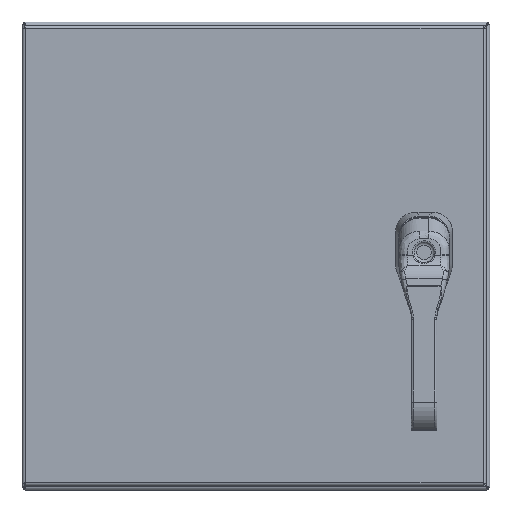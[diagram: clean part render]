
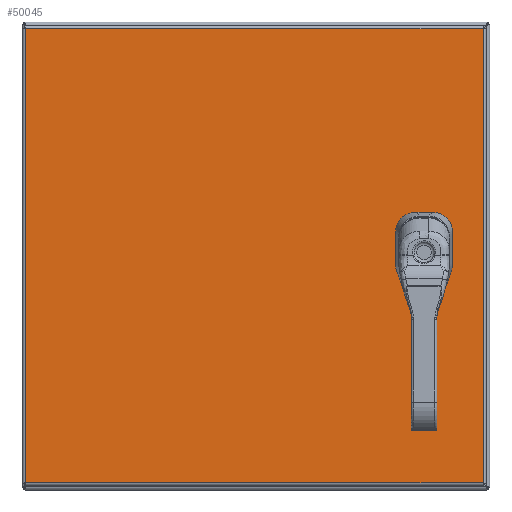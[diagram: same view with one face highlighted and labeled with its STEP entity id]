
A CAD part, top view. The second image highlights one B-rep face of the part: STEP entity #50045.
In plain terms, the highlighted planar face has unit normal (0, 0, 1).
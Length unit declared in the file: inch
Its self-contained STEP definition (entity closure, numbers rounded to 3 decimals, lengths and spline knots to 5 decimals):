
#301 = CIRCLE ( 'NONE', #63853, 0.453 ) ;
#431 = VECTOR ( 'NONE', #35363, 39.37008 ) ;
#1338 = CIRCLE ( 'NONE', #10386, 0.14 ) ;
#2307 = FACE_BOUND ( 'NONE', #24108, .T. ) ;
#3012 = EDGE_CURVE ( 'NONE', #72085, #72085, #1338, .T. ) ;
#3099 = DIRECTION ( 'NONE',  ( 0., 1., 0. ) ) ;
#3764 = VECTOR ( 'NONE', #8038, 39.37008 ) ;
#5398 = EDGE_CURVE ( 'NONE', #53233, #9521, #6482, .T. ) ;
#5534 = CARTESIAN_POINT ( 'NONE',  ( 7.9375, 15.76975, 6.9175 ) ) ;
#6134 = CIRCLE ( 'NONE', #21304, 0.14 ) ;
#6482 = LINE ( 'NONE', #56547, #16232 ) ;
#7793 = CARTESIAN_POINT ( 'NONE',  ( 15.76975, 8., 6.9175 ) ) ;
#8038 = DIRECTION ( 'NONE',  ( 0., -1., 0. ) ) ;
#9521 = VERTEX_POINT ( 'NONE', #46842 ) ;
#10386 = AXIS2_PLACEMENT_3D ( 'NONE', #54838, #32123, #43124 ) ;
#11541 = CARTESIAN_POINT ( 'NONE',  ( 14.15, 8., 6.9175 ) ) ;
#11723 = CIRCLE ( 'NONE', #17361, 0.453 ) ;
#12097 = CARTESIAN_POINT ( 'NONE',  ( 13.75, 8.88497, 6.9175 ) ) ;
#12854 = ORIENTED_EDGE ( 'NONE', *, *, #45235, .F. ) ;
#12928 = CIRCLE ( 'NONE', #40340, 0.453 ) ;
#13716 = VERTEX_POINT ( 'NONE', #46230 ) ;
#14099 = DIRECTION ( 'NONE',  ( -1., 0., 0. ) ) ;
#14521 = VERTEX_POINT ( 'NONE', #39120 ) ;
#16153 = EDGE_CURVE ( 'NONE', #29212, #45591, #48252, .T. ) ;
#16232 = VECTOR ( 'NONE', #47022, 39.37008 ) ;
#16953 = DIRECTION ( 'NONE',  ( 1., 0., 0. ) ) ;
#17361 = AXIS2_PLACEMENT_3D ( 'NONE', #65549, #53860, #42639 ) ;
#17459 = FACE_BOUND ( 'NONE', #28831, .T. ) ;
#17835 = DIRECTION ( 'NONE',  ( 0., 0., 1. ) ) ;
#19015 = EDGE_CURVE ( 'NONE', #50818, #29134, #71880, .T. ) ;
#19090 = ORIENTED_EDGE ( 'NONE', *, *, #24506, .F. ) ;
#20762 = CARTESIAN_POINT ( 'NONE',  ( 15.76975, 15.76975, 6.9175 ) ) ;
#20910 = DIRECTION ( 'NONE',  ( -1., 0., 0. ) ) ;
#21304 = AXIS2_PLACEMENT_3D ( 'NONE', #62371, #39443, #61644 ) ;
#22091 = CARTESIAN_POINT ( 'NONE',  ( 0.10525, 15.76975, 6.9175 ) ) ;
#23064 = DIRECTION ( 'NONE',  ( -1., 0., 0. ) ) ;
#24108 = EDGE_LOOP ( 'NONE', ( #44908 ) ) ;
#24456 = LINE ( 'NONE', #34639, #431 ) ;
#24506 = EDGE_CURVE ( 'NONE', #47402, #47402, #60253, .T. ) ;
#25410 = ORIENTED_EDGE ( 'NONE', *, *, #57980, .F. ) ;
#25471 = FACE_BOUND ( 'NONE', #66350, .T. ) ;
#26474 = CARTESIAN_POINT ( 'NONE',  ( 13.53738, 8.4, 6.9175 ) ) ;
#27289 = CARTESIAN_POINT ( 'NONE',  ( 13.96262, 8.4, 6.9175 ) ) ;
#28467 = VERTEX_POINT ( 'NONE', #56256 ) ;
#28705 = CARTESIAN_POINT ( 'NONE',  ( 13.61, 8.88497, 6.9175 ) ) ;
#28831 = EDGE_LOOP ( 'NONE', ( #39646, #55364, #32897, #56510, #67718, #73660, #63733, #25410 ) ) ;
#29028 = EDGE_CURVE ( 'NONE', #57159, #29212, #42277, .T. ) ;
#29134 = VERTEX_POINT ( 'NONE', #22091 ) ;
#29212 = VERTEX_POINT ( 'NONE', #27289 ) ;
#31575 = ORIENTED_EDGE ( 'NONE', *, *, #19015, .F. ) ;
#32123 = DIRECTION ( 'NONE',  ( 0., 0., 1. ) ) ;
#32897 = ORIENTED_EDGE ( 'NONE', *, *, #36979, .F. ) ;
#33858 = ORIENTED_EDGE ( 'NONE', *, *, #3012, .F. ) ;
#34013 = CARTESIAN_POINT ( 'NONE',  ( 13.75, 8., 6.9175 ) ) ;
#34639 = CARTESIAN_POINT ( 'NONE',  ( 7.9375, 7.6, 6.9175 ) ) ;
#35363 = DIRECTION ( 'NONE',  ( 1., 0., 0. ) ) ;
#36979 = EDGE_CURVE ( 'NONE', #14521, #57159, #69975, .T. ) ;
#37492 = AXIS2_PLACEMENT_3D ( 'NONE', #12097, #17835, #69327 ) ;
#37599 = LINE ( 'NONE', #7793, #3764 ) ;
#38278 = EDGE_CURVE ( 'NONE', #40545, #46369, #37599, .T. ) ;
#38576 = CARTESIAN_POINT ( 'NONE',  ( 7.9375, 8., 6.9175 ) ) ;
#38870 = VECTOR ( 'NONE', #16953, 39.37008 ) ;
#38984 = VECTOR ( 'NONE', #3099, 39.37008 ) ;
#39120 = CARTESIAN_POINT ( 'NONE',  ( 14.15, 7.78738, 6.9175 ) ) ;
#39443 = DIRECTION ( 'NONE',  ( 0., 0., 1. ) ) ;
#39646 = ORIENTED_EDGE ( 'NONE', *, *, #16153, .F. ) ;
#39718 = CARTESIAN_POINT ( 'NONE',  ( 13.75, 8., 6.9175 ) ) ;
#40340 = AXIS2_PLACEMENT_3D ( 'NONE', #39718, #45703, #23064 ) ;
#40545 = VERTEX_POINT ( 'NONE', #20762 ) ;
#40718 = EDGE_CURVE ( 'NONE', #28467, #13716, #24456, .T. ) ;
#42277 = CIRCLE ( 'NONE', #60126, 0.453 ) ;
#42639 = DIRECTION ( 'NONE',  ( -1., 0., 0. ) ) ;
#42662 = CARTESIAN_POINT ( 'NONE',  ( 0.10525, 8., 6.9175 ) ) ;
#43124 = DIRECTION ( 'NONE',  ( -1., 0., 0. ) ) ;
#44702 = EDGE_LOOP ( 'NONE', ( #12854, #67798, #61886, #31575 ) ) ;
#44908 = ORIENTED_EDGE ( 'NONE', *, *, #67308, .F. ) ;
#45235 = EDGE_CURVE ( 'NONE', #46369, #50818, #71185, .T. ) ;
#45391 = VECTOR ( 'NONE', #63872, 39.37008 ) ;
#45591 = VERTEX_POINT ( 'NONE', #26474 ) ;
#45703 = DIRECTION ( 'NONE',  ( 0., 0., 1. ) ) ;
#46230 = CARTESIAN_POINT ( 'NONE',  ( 13.96262, 7.6, 6.9175 ) ) ;
#46307 = DIRECTION ( 'NONE',  ( -1., 0., 0. ) ) ;
#46369 = VERTEX_POINT ( 'NONE', #60503 ) ;
#46825 = EDGE_CURVE ( 'NONE', #9521, #28467, #12928, .T. ) ;
#46842 = CARTESIAN_POINT ( 'NONE',  ( 13.35, 7.78738, 6.9175 ) ) ;
#47022 = DIRECTION ( 'NONE',  ( 0., -1., 0. ) ) ;
#47402 = VERTEX_POINT ( 'NONE', #28705 ) ;
#48252 = LINE ( 'NONE', #55309, #58037 ) ;
#48356 = CARTESIAN_POINT ( 'NONE',  ( 14.15, 8.21262, 6.9175 ) ) ;
#50042 = PLANE ( 'NONE',  #67370 ) ;
#50045 = ADVANCED_FACE ( 'NONE', ( #25471, #2307, #58371, #17459, #69080 ), #50042, .F. ) ;
#50738 = DIRECTION ( 'NONE',  ( 0., 0., 1. ) ) ;
#50810 = CARTESIAN_POINT ( 'NONE',  ( 13.61, 7.11397, 6.9175 ) ) ;
#50818 = VERTEX_POINT ( 'NONE', #65502 ) ;
#50996 = DIRECTION ( 'NONE',  ( -1., 0., 0. ) ) ;
#52210 = CARTESIAN_POINT ( 'NONE',  ( 7.9375, 0.23025, 6.9175 ) ) ;
#53233 = VERTEX_POINT ( 'NONE', #72599 ) ;
#53719 = CARTESIAN_POINT ( 'NONE',  ( 13.75, 8., 6.9175 ) ) ;
#53860 = DIRECTION ( 'NONE',  ( 0., 0., 1. ) ) ;
#54838 = CARTESIAN_POINT ( 'NONE',  ( 13.75, 6.62197, 6.9175 ) ) ;
#55029 = DIRECTION ( 'NONE',  ( 0., 0., -1. ) ) ;
#55309 = CARTESIAN_POINT ( 'NONE',  ( 7.9375, 8.4, 6.9175 ) ) ;
#55364 = ORIENTED_EDGE ( 'NONE', *, *, #29028, .F. ) ;
#56256 = CARTESIAN_POINT ( 'NONE',  ( 13.53738, 7.6, 6.9175 ) ) ;
#56510 = ORIENTED_EDGE ( 'NONE', *, *, #72274, .F. ) ;
#56547 = CARTESIAN_POINT ( 'NONE',  ( 13.35, 8., 6.9175 ) ) ;
#57159 = VERTEX_POINT ( 'NONE', #48356 ) ;
#57980 = EDGE_CURVE ( 'NONE', #45591, #53233, #301, .T. ) ;
#58037 = VECTOR ( 'NONE', #46307, 39.37008 ) ;
#58371 = FACE_BOUND ( 'NONE', #65525, .T. ) ;
#60126 = AXIS2_PLACEMENT_3D ( 'NONE', #53719, #65406, #14099 ) ;
#60250 = LINE ( 'NONE', #5534, #38870 ) ;
#60253 = CIRCLE ( 'NONE', #37492, 0.14 ) ;
#60503 = CARTESIAN_POINT ( 'NONE',  ( 15.76975, 0.23025, 6.9175 ) ) ;
#60882 = CARTESIAN_POINT ( 'NONE',  ( 13.61, 6.62197, 6.9175 ) ) ;
#61108 = VECTOR ( 'NONE', #63582, 39.37008 ) ;
#61644 = DIRECTION ( 'NONE',  ( -1., 0., 0. ) ) ;
#61886 = ORIENTED_EDGE ( 'NONE', *, *, #65268, .F. ) ;
#62371 = CARTESIAN_POINT ( 'NONE',  ( 13.75, 7.11397, 6.9175 ) ) ;
#63582 = DIRECTION ( 'NONE',  ( 0., 1., 0. ) ) ;
#63733 = ORIENTED_EDGE ( 'NONE', *, *, #5398, .F. ) ;
#63853 = AXIS2_PLACEMENT_3D ( 'NONE', #34013, #50738, #50996 ) ;
#63872 = DIRECTION ( 'NONE',  ( -1., 0., 0. ) ) ;
#65268 = EDGE_CURVE ( 'NONE', #29134, #40545, #60250, .T. ) ;
#65406 = DIRECTION ( 'NONE',  ( 0., 0., 1. ) ) ;
#65502 = CARTESIAN_POINT ( 'NONE',  ( 0.10525, 0.23025, 6.9175 ) ) ;
#65525 = EDGE_LOOP ( 'NONE', ( #19090 ) ) ;
#65549 = CARTESIAN_POINT ( 'NONE',  ( 13.75, 8., 6.9175 ) ) ;
#66350 = EDGE_LOOP ( 'NONE', ( #33858 ) ) ;
#67308 = EDGE_CURVE ( 'NONE', #73029, #73029, #6134, .T. ) ;
#67370 = AXIS2_PLACEMENT_3D ( 'NONE', #38576, #55029, #20910 ) ;
#67718 = ORIENTED_EDGE ( 'NONE', *, *, #40718, .F. ) ;
#67798 = ORIENTED_EDGE ( 'NONE', *, *, #38278, .F. ) ;
#69080 = FACE_OUTER_BOUND ( 'NONE', #44702, .T. ) ;
#69327 = DIRECTION ( 'NONE',  ( -1., 0., 0. ) ) ;
#69975 = LINE ( 'NONE', #11541, #61108 ) ;
#71185 = LINE ( 'NONE', #52210, #45391 ) ;
#71880 = LINE ( 'NONE', #42662, #38984 ) ;
#72085 = VERTEX_POINT ( 'NONE', #60882 ) ;
#72274 = EDGE_CURVE ( 'NONE', #13716, #14521, #11723, .T. ) ;
#72599 = CARTESIAN_POINT ( 'NONE',  ( 13.35, 8.21262, 6.9175 ) ) ;
#73029 = VERTEX_POINT ( 'NONE', #50810 ) ;
#73660 = ORIENTED_EDGE ( 'NONE', *, *, #46825, .F. ) ;
